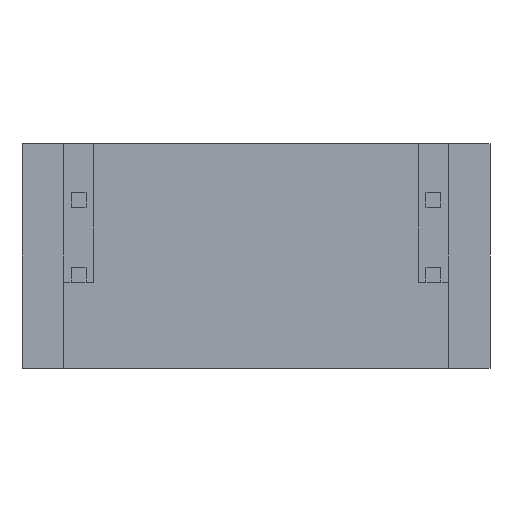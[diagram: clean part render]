
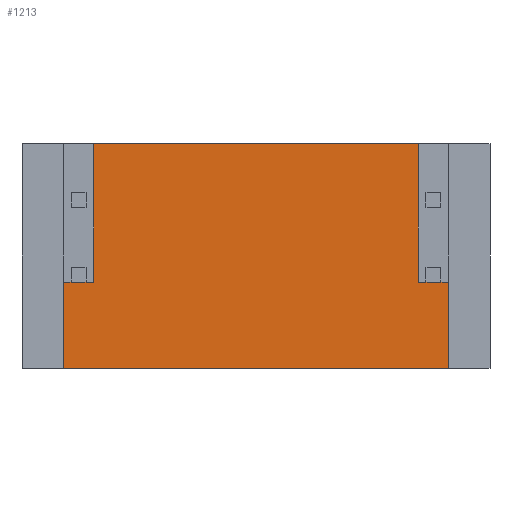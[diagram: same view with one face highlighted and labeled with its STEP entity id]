
A CAD part, front view. The second image highlights one B-rep face of the part: STEP entity #1213.
In plain terms, the highlighted planar face has unit normal (0, -1, 0).
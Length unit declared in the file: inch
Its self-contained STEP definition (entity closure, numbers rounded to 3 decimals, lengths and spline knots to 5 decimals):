
#3 = CARTESIAN_POINT ( 'NONE',  ( -0.217, 0.01, 0.15 ) ) ;
#4 = ORIENTED_EDGE ( 'NONE', *, *, #467, .F. ) ;
#8 = VECTOR ( 'NONE', #517, 39.37008 ) ;
#12 = LINE ( 'NONE', #1944, #651 ) ;
#27 = CARTESIAN_POINT ( 'NONE',  ( 0.257, 0.01, -0.15 ) ) ;
#34 = LINE ( 'NONE', #260, #1735 ) ;
#47 = DIRECTION ( 'NONE',  ( -1., 0., 0. ) ) ;
#77 = ORIENTED_EDGE ( 'NONE', *, *, #1565, .T. ) ;
#87 = ORIENTED_EDGE ( 'NONE', *, *, #1374, .T. ) ;
#143 = LINE ( 'NONE', #2070, #638 ) ;
#155 = CARTESIAN_POINT ( 'NONE',  ( 0.217, 0.01, -0.035 ) ) ;
#181 = VECTOR ( 'NONE', #1176, 39.37008 ) ;
#186 = VERTEX_POINT ( 'NONE', #3 ) ;
#217 = DIRECTION ( 'NONE',  ( 0., 1., 0. ) ) ;
#229 = EDGE_CURVE ( 'NONE', #1861, #1608, #937, .T. ) ;
#259 = LINE ( 'NONE', #1793, #587 ) ;
#260 = CARTESIAN_POINT ( 'NONE',  ( 0.257, 0.01, -0.035 ) ) ;
#268 = DIRECTION ( 'NONE',  ( 0., 0., -1. ) ) ;
#297 = VERTEX_POINT ( 'NONE', #1385 ) ;
#373 = DIRECTION ( 'NONE',  ( 0., 0., 1. ) ) ;
#375 = EDGE_CURVE ( 'NONE', #297, #1938, #34, .T. ) ;
#388 = DIRECTION ( 'NONE',  ( 1., 0., 0. ) ) ;
#433 = CARTESIAN_POINT ( 'NONE',  ( -0.247, 0.01, -0.035 ) ) ;
#444 = CARTESIAN_POINT ( 'NONE',  ( 0.257, 0.01, 0.15 ) ) ;
#447 = DIRECTION ( 'NONE',  ( 1., 0., 0. ) ) ;
#467 = EDGE_CURVE ( 'NONE', #2066, #591, #259, .T. ) ;
#483 = DIRECTION ( 'NONE',  ( 1., 0., 0. ) ) ;
#488 = CARTESIAN_POINT ( 'NONE',  ( -0.257, 0.01, 0.15 ) ) ;
#517 = DIRECTION ( 'NONE',  ( -1., 0., 0. ) ) ;
#535 = EDGE_CURVE ( 'NONE', #1527, #607, #12, .T. ) ;
#587 = VECTOR ( 'NONE', #1960, 39.37008 ) ;
#591 = VERTEX_POINT ( 'NONE', #27 ) ;
#595 = CARTESIAN_POINT ( 'NONE',  ( 0.217, 0.01, 0.15 ) ) ;
#606 = CARTESIAN_POINT ( 'NONE',  ( 0.257, 0.01, -0.035 ) ) ;
#607 = VERTEX_POINT ( 'NONE', #1297 ) ;
#625 = CARTESIAN_POINT ( 'NONE',  ( 0.257, 0.01, -0.035 ) ) ;
#638 = VECTOR ( 'NONE', #1854, 39.37008 ) ;
#641 = VECTOR ( 'NONE', #1666, 39.37008 ) ;
#651 = VECTOR ( 'NONE', #1724, 39.37008 ) ;
#652 = EDGE_CURVE ( 'NONE', #186, #1308, #143, .T. ) ;
#663 = CARTESIAN_POINT ( 'NONE',  ( 0.257, 0.01, -0.15 ) ) ;
#710 = LINE ( 'NONE', #488, #1587 ) ;
#714 = PLANE ( 'NONE',  #1872 ) ;
#740 = CARTESIAN_POINT ( 'NONE',  ( 0.257, 0.01, -0.035 ) ) ;
#808 = LINE ( 'NONE', #595, #2134 ) ;
#819 = LINE ( 'NONE', #606, #1520 ) ;
#881 = LINE ( 'NONE', #663, #1994 ) ;
#891 = CARTESIAN_POINT ( 'NONE',  ( 0.217, 0.01, 0.15 ) ) ;
#937 = LINE ( 'NONE', #1754, #2022 ) ;
#962 = LINE ( 'NONE', #740, #8 ) ;
#991 = ORIENTED_EDGE ( 'NONE', *, *, #652, .F. ) ;
#1104 = ORIENTED_EDGE ( 'NONE', *, *, #535, .T. ) ;
#1156 = EDGE_CURVE ( 'NONE', #1877, #1308, #808, .T. ) ;
#1176 = DIRECTION ( 'NONE',  ( -1., 0., 0. ) ) ;
#1213 = ADVANCED_FACE ( 'NONE', ( #1974 ), #714, .F. ) ;
#1297 = CARTESIAN_POINT ( 'NONE',  ( -0.227, 0.01, -0.035 ) ) ;
#1308 = VERTEX_POINT ( 'NONE', #891 ) ;
#1310 = CARTESIAN_POINT ( 'NONE',  ( -0.257, 0.01, -0.035 ) ) ;
#1374 = EDGE_CURVE ( 'NONE', #2066, #1938, #1606, .T. ) ;
#1381 = EDGE_CURVE ( 'NONE', #297, #1877, #962, .T. ) ;
#1385 = CARTESIAN_POINT ( 'NONE',  ( 0.227, 0.01, -0.035 ) ) ;
#1398 = CARTESIAN_POINT ( 'NONE',  ( 0.257, 0.01, -0.035 ) ) ;
#1427 = ORIENTED_EDGE ( 'NONE', *, *, #229, .T. ) ;
#1460 = CARTESIAN_POINT ( 'NONE',  ( -0.217, 0.01, -0.035 ) ) ;
#1465 = ORIENTED_EDGE ( 'NONE', *, *, #1654, .F. ) ;
#1520 = VECTOR ( 'NONE', #388, 39.37008 ) ;
#1527 = VERTEX_POINT ( 'NONE', #1460 ) ;
#1554 = EDGE_LOOP ( 'NONE', ( #2071, #1104, #1465, #1427, #77, #1670, #4, #87, #2117, #1835, #1902, #991 ) ) ;
#1565 = EDGE_CURVE ( 'NONE', #1608, #1866, #710, .T. ) ;
#1587 = VECTOR ( 'NONE', #268, 39.37008 ) ;
#1606 = LINE ( 'NONE', #1398, #181 ) ;
#1608 = VERTEX_POINT ( 'NONE', #1310 ) ;
#1654 = EDGE_CURVE ( 'NONE', #1861, #607, #819, .T. ) ;
#1666 = DIRECTION ( 'NONE',  ( 0., 0., -1. ) ) ;
#1670 = ORIENTED_EDGE ( 'NONE', *, *, #1987, .T. ) ;
#1693 = CARTESIAN_POINT ( 'NONE',  ( -0.257, 0.01, -0.15 ) ) ;
#1724 = DIRECTION ( 'NONE',  ( -1., 0., 0. ) ) ;
#1735 = VECTOR ( 'NONE', #483, 39.37008 ) ;
#1754 = CARTESIAN_POINT ( 'NONE',  ( -0.257, 0.01, -0.035 ) ) ;
#1793 = CARTESIAN_POINT ( 'NONE',  ( 0.257, 0.01, 0.15 ) ) ;
#1807 = CARTESIAN_POINT ( 'NONE',  ( 0.247, 0.01, -0.035 ) ) ;
#1835 = ORIENTED_EDGE ( 'NONE', *, *, #1381, .T. ) ;
#1854 = DIRECTION ( 'NONE',  ( 1., 0., 0. ) ) ;
#1861 = VERTEX_POINT ( 'NONE', #433 ) ;
#1866 = VERTEX_POINT ( 'NONE', #1693 ) ;
#1872 = AXIS2_PLACEMENT_3D ( 'NONE', #444, #217, #2132 ) ;
#1877 = VERTEX_POINT ( 'NONE', #155 ) ;
#1899 = CARTESIAN_POINT ( 'NONE',  ( -0.217, 0.01, 0.15 ) ) ;
#1902 = ORIENTED_EDGE ( 'NONE', *, *, #1156, .T. ) ;
#1938 = VERTEX_POINT ( 'NONE', #1807 ) ;
#1944 = CARTESIAN_POINT ( 'NONE',  ( -0.257, 0.01, -0.035 ) ) ;
#1960 = DIRECTION ( 'NONE',  ( 0., 0., -1. ) ) ;
#1974 = FACE_OUTER_BOUND ( 'NONE', #1554, .T. ) ;
#1987 = EDGE_CURVE ( 'NONE', #1866, #591, #881, .T. ) ;
#1994 = VECTOR ( 'NONE', #447, 39.37008 ) ;
#2022 = VECTOR ( 'NONE', #47, 39.37008 ) ;
#2066 = VERTEX_POINT ( 'NONE', #625 ) ;
#2070 = CARTESIAN_POINT ( 'NONE',  ( 0.257, 0.01, 0.15 ) ) ;
#2071 = ORIENTED_EDGE ( 'NONE', *, *, #2104, .T. ) ;
#2102 = LINE ( 'NONE', #1899, #641 ) ;
#2104 = EDGE_CURVE ( 'NONE', #186, #1527, #2102, .T. ) ;
#2117 = ORIENTED_EDGE ( 'NONE', *, *, #375, .F. ) ;
#2132 = DIRECTION ( 'NONE',  ( 0., 0., 1. ) ) ;
#2134 = VECTOR ( 'NONE', #373, 39.37008 ) ;
